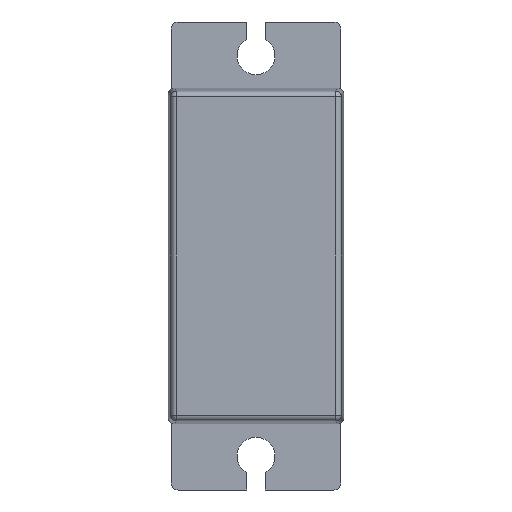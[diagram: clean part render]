
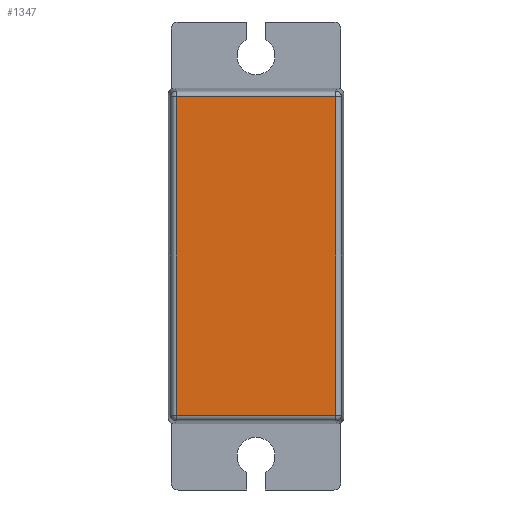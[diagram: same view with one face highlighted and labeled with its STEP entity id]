
A CAD part, front view. The second image highlights one B-rep face of the part: STEP entity #1347.
In plain terms, the highlighted planar face has unit normal (0, -1, 0).
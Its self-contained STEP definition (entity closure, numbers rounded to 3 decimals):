
#26=PLANE('',#1452);
#119=FACE_OUTER_BOUND('',#200,.T.);
#200=EDGE_LOOP('',(#1031,#1032,#1033,#1034));
#299=LINE('',#2811,#408);
#301=LINE('',#2819,#410);
#303=LINE('',#2829,#412);
#305=LINE('',#2838,#414);
#408=VECTOR('',#1606,10.);
#410=VECTOR('',#1614,10.);
#412=VECTOR('',#1626,10.);
#414=VECTOR('',#1638,10.);
#589=VERTEX_POINT('',#2808);
#590=VERTEX_POINT('',#2810);
#593=VERTEX_POINT('',#2818);
#596=VERTEX_POINT('',#2828);
#738=EDGE_CURVE('',#589,#590,#299,.T.);
#742=EDGE_CURVE('',#590,#593,#301,.T.);
#747=EDGE_CURVE('',#593,#596,#303,.T.);
#752=EDGE_CURVE('',#596,#589,#305,.T.);
#1031=ORIENTED_EDGE('',*,*,#738,.F.);
#1032=ORIENTED_EDGE('',*,*,#752,.F.);
#1033=ORIENTED_EDGE('',*,*,#747,.F.);
#1034=ORIENTED_EDGE('',*,*,#742,.F.);
#1347=ADVANCED_FACE('',(#119),#26,.F.);
#1452=AXIS2_PLACEMENT_3D('',#2894,#1669,#1670);
#1606=DIRECTION('',(1.,0.,0.));
#1614=DIRECTION('',(0.,0.,-1.));
#1626=DIRECTION('',(-1.,0.,0.));
#1638=DIRECTION('',(0.,0.,1.));
#1669=DIRECTION('center_axis',(0.,1.,0.));
#1670=DIRECTION('ref_axis',(0.,0.,1.));
#2808=CARTESIAN_POINT('',(-5.485,-10.2,10.961));
#2810=CARTESIAN_POINT('',(5.485,-10.2,10.961));
#2811=CARTESIAN_POINT('',(-3.025,-10.2,10.961));
#2818=CARTESIAN_POINT('',(5.485,-10.2,-10.961));
#2819=CARTESIAN_POINT('',(5.485,-10.2,5.775));
#2828=CARTESIAN_POINT('',(-5.485,-10.2,-10.961));
#2829=CARTESIAN_POINT('',(3.025,-10.2,-10.961));
#2838=CARTESIAN_POINT('',(-5.485,-10.2,-5.775));
#2894=CARTESIAN_POINT('Origin',(0.,-10.2,0.));
